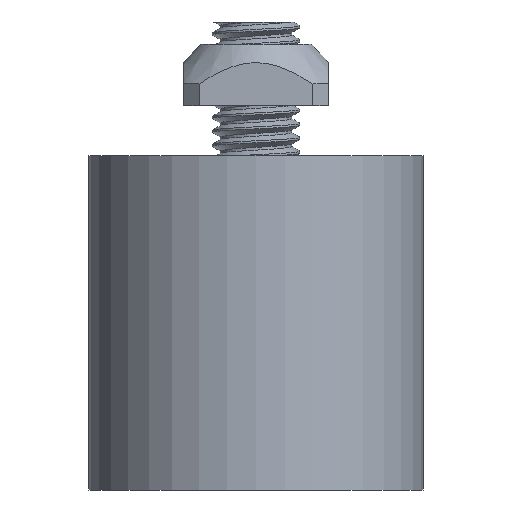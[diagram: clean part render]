
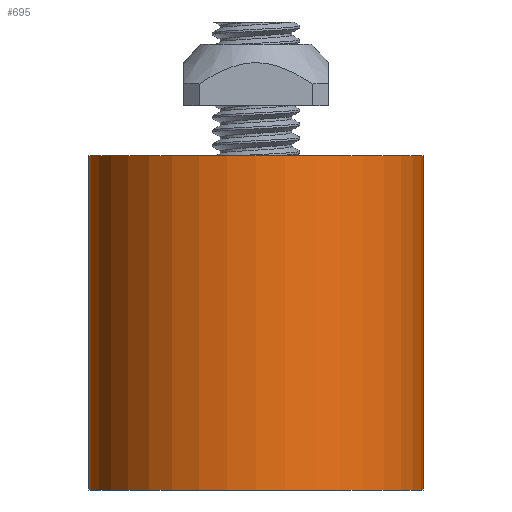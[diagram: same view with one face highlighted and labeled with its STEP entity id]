
A CAD part, front view. The second image highlights one B-rep face of the part: STEP entity #695.
In plain terms, the highlighted cylindrical face has radius 15 mm (diameter 30 mm), a full revolution.
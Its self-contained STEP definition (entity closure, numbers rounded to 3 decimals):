
#86=FACE_OUTER_BOUND('',#125,.T.);
#125=EDGE_LOOP('',(#578,#579,#580,#581));
#147=CIRCLE('',#764,15.);
#148=CIRCLE('',#765,15.);
#217=LINE('',#2596,#255);
#255=VECTOR('',#866,15.);
#320=VERTEX_POINT('',#2593);
#321=VERTEX_POINT('',#2595);
#411=EDGE_CURVE('',#320,#320,#147,.T.);
#412=EDGE_CURVE('',#320,#321,#217,.T.);
#413=EDGE_CURVE('',#321,#321,#148,.T.);
#578=ORIENTED_EDGE('',*,*,#411,.T.);
#579=ORIENTED_EDGE('',*,*,#412,.T.);
#580=ORIENTED_EDGE('',*,*,#413,.T.);
#581=ORIENTED_EDGE('',*,*,#412,.F.);
#669=CYLINDRICAL_SURFACE('',#763,15.);
#695=ADVANCED_FACE('',(#86),#669,.T.);
#763=AXIS2_PLACEMENT_3D('',#2592,#862,#863);
#764=AXIS2_PLACEMENT_3D('',#2594,#864,#865);
#765=AXIS2_PLACEMENT_3D('',#2597,#867,#868);
#862=DIRECTION('center_axis',(0.,0.,-1.));
#863=DIRECTION('ref_axis',(-1.,0.,0.));
#864=DIRECTION('center_axis',(0.,0.,1.));
#865=DIRECTION('ref_axis',(-1.,0.,0.));
#866=DIRECTION('',(0.,0.,1.));
#867=DIRECTION('center_axis',(0.,0.,-1.));
#868=DIRECTION('ref_axis',(-1.,0.,0.));
#2592=CARTESIAN_POINT('Origin',(0.,0.,0.));
#2593=CARTESIAN_POINT('',(15.,0.,-30.));
#2594=CARTESIAN_POINT('Origin',(0.,0.,-30.));
#2595=CARTESIAN_POINT('',(15.,0.,0.));
#2596=CARTESIAN_POINT('',(15.,0.,0.));
#2597=CARTESIAN_POINT('Origin',(0.,0.,0.));
